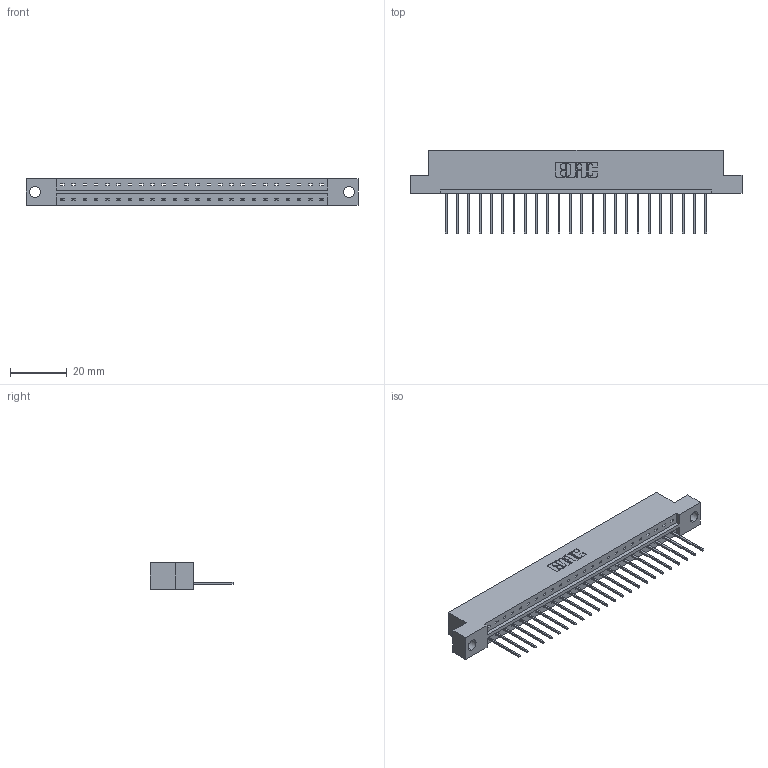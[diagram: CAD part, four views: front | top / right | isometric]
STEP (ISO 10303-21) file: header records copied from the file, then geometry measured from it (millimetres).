
FILE_DESCRIPTION (( 'STEP AP203' ), '1' );
FILE_NAME ('833-024-540-104.STEP', '2020-06-01T21:07:50', ( '' ), ( '' ), 'SwSTEP 2.0', 'SolidWorks 2020', '' );
FILE_SCHEMA (( 'CONFIG_CONTROL_DESIGN' ));
Length unit declared in the file: inch
Products named in the file (3): 833 Part_Flush - .156 Dia - TH; 345-292-001_345-293-140; 833-024-540-104
Assembly tree (25 placements, depth 2):
  833-024-540-104
    833 Part_Flush - .156 Dia - TH
    345-292-001_345-293-140  x24
Bounding box: 116.64 x 29.47 x 9.4 mm (x, y, z)
Volume: 11526.8 mm3; surface area: 12391.9 mm2
Topology: 25 solids, 25 shells, 1506 faces, 4535 edges, 2990 vertices
Faces by surface type: plane 1078, cylinder 428
Entity records: 17021 total; most frequent: CARTESIAN_POINT 2946, ORIENTED_EDGE 2906, DIRECTION 2521, EDGE_CURVE 1453, LINE 1325, VECTOR 1325, VERTEX_POINT 966, AXIS2_PLACEMENT_3D 598
